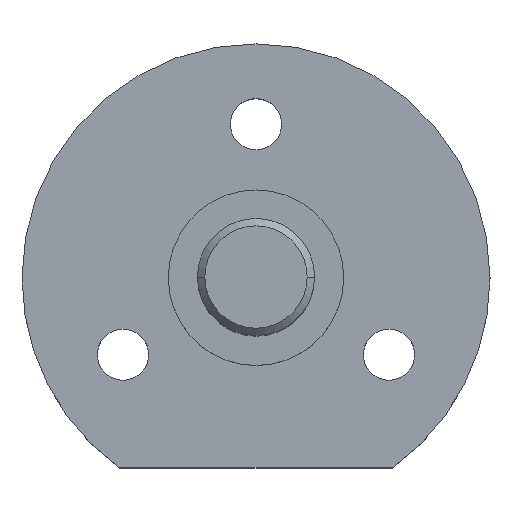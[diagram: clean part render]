
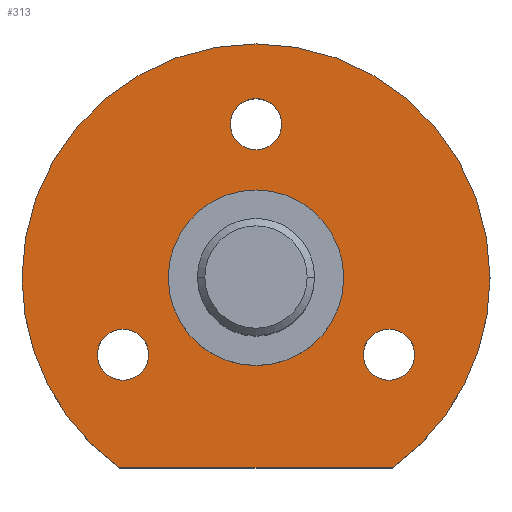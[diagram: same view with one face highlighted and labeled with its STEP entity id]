
A CAD part, top view. The second image highlights one B-rep face of the part: STEP entity #313.
In plain terms, the highlighted planar face has unit normal (0, 0, 1).
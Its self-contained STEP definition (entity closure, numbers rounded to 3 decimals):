
#69=CARTESIAN_POINT('Cartesian Point',(9.327,-13.,12.)) ;
#72=CARTESIAN_POINT('Line Origine',(0.,-13.,12.)) ;
#76=CARTESIAN_POINT('Cartesian Point',(-9.327,-13.,12.)) ;
#203=CARTESIAN_POINT('Cartesian Point',(16.,0.,12.)) ;
#206=CARTESIAN_POINT('Axis2P3D Location',(0.,0.,12.)) ;
#218=CARTESIAN_POINT('Axis2P3D Location',(0.,0.,12.)) ;
#223=CARTESIAN_POINT('Axis2P3D Location',(0.,0.,12.)) ;
#227=CARTESIAN_POINT('Cartesian Point',(-16.,0.,12.)) ;
#230=CARTESIAN_POINT('Axis2P3D Location',(0.,0.,12.)) ;
#241=CARTESIAN_POINT('Axis2P3D Location',(0.,0.,12.)) ;
#245=CARTESIAN_POINT('Cartesian Point',(6.,0.,12.)) ;
#247=CARTESIAN_POINT('Cartesian Point',(-6.,0.,12.)) ;
#250=CARTESIAN_POINT('Axis2P3D Location',(0.,0.,12.)) ;
#259=CARTESIAN_POINT('Axis2P3D Location',(9.093,-5.25,12.)) ;
#263=CARTESIAN_POINT('Cartesian Point',(10.843,-5.25,12.)) ;
#265=CARTESIAN_POINT('Cartesian Point',(7.343,-5.25,12.)) ;
#268=CARTESIAN_POINT('Axis2P3D Location',(9.093,-5.25,12.)) ;
#277=CARTESIAN_POINT('Axis2P3D Location',(0.,10.5,12.)) ;
#281=CARTESIAN_POINT('Cartesian Point',(1.75,10.5,12.)) ;
#283=CARTESIAN_POINT('Cartesian Point',(-1.75,10.5,12.)) ;
#286=CARTESIAN_POINT('Axis2P3D Location',(0.,10.5,12.)) ;
#295=CARTESIAN_POINT('Axis2P3D Location',(-9.093,-5.25,12.)) ;
#299=CARTESIAN_POINT('Cartesian Point',(-10.843,-5.25,12.)) ;
#301=CARTESIAN_POINT('Cartesian Point',(-7.343,-5.25,12.)) ;
#304=CARTESIAN_POINT('Axis2P3D Location',(-9.093,-5.25,12.)) ;
#73=DIRECTION('Vector Direction',(1.,0.,0.)) ;
#207=DIRECTION('Axis2P3D Direction',(0.,0.,1.)) ;
#219=DIRECTION('Axis2P3D Direction',(0.,0.,1.)) ;
#220=DIRECTION('Axis2P3D XDirection',(1.,0.,0.)) ;
#224=DIRECTION('Axis2P3D Direction',(0.,0.,1.)) ;
#231=DIRECTION('Axis2P3D Direction',(0.,0.,1.)) ;
#242=DIRECTION('Axis2P3D Direction',(0.,0.,1.)) ;
#251=DIRECTION('Axis2P3D Direction',(0.,0.,1.)) ;
#260=DIRECTION('Axis2P3D Direction',(0.,0.,1.)) ;
#269=DIRECTION('Axis2P3D Direction',(0.,0.,1.)) ;
#278=DIRECTION('Axis2P3D Direction',(0.,0.,1.)) ;
#287=DIRECTION('Axis2P3D Direction',(0.,0.,1.)) ;
#296=DIRECTION('Axis2P3D Direction',(0.,0.,1.)) ;
#305=DIRECTION('Axis2P3D Direction',(0.,0.,1.)) ;
#208=AXIS2_PLACEMENT_3D('Circle Axis2P3D',#206,#207,$) ;
#221=AXIS2_PLACEMENT_3D('Plane Axis2P3D',#218,#219,#220) ;
#225=AXIS2_PLACEMENT_3D('Circle Axis2P3D',#223,#224,$) ;
#232=AXIS2_PLACEMENT_3D('Circle Axis2P3D',#230,#231,$) ;
#243=AXIS2_PLACEMENT_3D('Circle Axis2P3D',#241,#242,$) ;
#252=AXIS2_PLACEMENT_3D('Circle Axis2P3D',#250,#251,$) ;
#261=AXIS2_PLACEMENT_3D('Circle Axis2P3D',#259,#260,$) ;
#270=AXIS2_PLACEMENT_3D('Circle Axis2P3D',#268,#269,$) ;
#279=AXIS2_PLACEMENT_3D('Circle Axis2P3D',#277,#278,$) ;
#288=AXIS2_PLACEMENT_3D('Circle Axis2P3D',#286,#287,$) ;
#297=AXIS2_PLACEMENT_3D('Circle Axis2P3D',#295,#296,$) ;
#306=AXIS2_PLACEMENT_3D('Circle Axis2P3D',#304,#305,$) ;
#236=ORIENTED_EDGE('Oriented Edge',*,*,#210,.T.) ;
#237=ORIENTED_EDGE('Oriented Edge',*,*,#229,.T.) ;
#238=ORIENTED_EDGE('Oriented Edge',*,*,#234,.T.) ;
#239=ORIENTED_EDGE('Oriented Edge',*,*,#78,.T.) ;
#256=ORIENTED_EDGE('Oriented Edge',*,*,#249,.F.) ;
#257=ORIENTED_EDGE('Oriented Edge',*,*,#254,.F.) ;
#274=ORIENTED_EDGE('Oriented Edge',*,*,#267,.F.) ;
#275=ORIENTED_EDGE('Oriented Edge',*,*,#272,.F.) ;
#292=ORIENTED_EDGE('Oriented Edge',*,*,#285,.F.) ;
#293=ORIENTED_EDGE('Oriented Edge',*,*,#290,.F.) ;
#310=ORIENTED_EDGE('Oriented Edge',*,*,#303,.F.) ;
#311=ORIENTED_EDGE('Oriented Edge',*,*,#308,.F.) ;
#258=FACE_BOUND('Face Bound',#255,.T.) ;
#276=FACE_BOUND('Face Bound',#273,.T.) ;
#294=FACE_BOUND('Face Bound',#291,.T.) ;
#312=FACE_BOUND('Face Bound',#309,.T.) ;
#74=VECTOR('Line Direction',#73,1.) ;
#313=ADVANCED_FACE('',(#240,#258,#276,#294,#312),#222,.T.) ;
#209=CIRCLE('generated circle',#208,16.) ;
#226=CIRCLE('generated circle',#225,16.) ;
#233=CIRCLE('generated circle',#232,16.) ;
#244=CIRCLE('generated circle',#243,6.) ;
#253=CIRCLE('generated circle',#252,6.) ;
#262=CIRCLE('generated circle',#261,1.75) ;
#271=CIRCLE('generated circle',#270,1.75) ;
#280=CIRCLE('generated circle',#279,1.75) ;
#289=CIRCLE('generated circle',#288,1.75) ;
#298=CIRCLE('generated circle',#297,1.75) ;
#307=CIRCLE('generated circle',#306,1.75) ;
#78=EDGE_CURVE('',#77,#70,#75,.T.) ;
#210=EDGE_CURVE('',#70,#204,#209,.T.) ;
#229=EDGE_CURVE('',#204,#228,#226,.T.) ;
#234=EDGE_CURVE('',#228,#77,#233,.T.) ;
#249=EDGE_CURVE('',#246,#248,#244,.T.) ;
#254=EDGE_CURVE('',#248,#246,#253,.T.) ;
#267=EDGE_CURVE('',#264,#266,#262,.T.) ;
#272=EDGE_CURVE('',#266,#264,#271,.T.) ;
#285=EDGE_CURVE('',#282,#284,#280,.T.) ;
#290=EDGE_CURVE('',#284,#282,#289,.T.) ;
#303=EDGE_CURVE('',#300,#302,#298,.T.) ;
#308=EDGE_CURVE('',#302,#300,#307,.T.) ;
#235=EDGE_LOOP('Oriented Loop',(#236,#237,#238,#239)) ;
#255=EDGE_LOOP('Oriented Loop',(#256,#257)) ;
#273=EDGE_LOOP('Oriented Loop',(#274,#275)) ;
#291=EDGE_LOOP('Oriented Loop',(#292,#293)) ;
#309=EDGE_LOOP('Oriented Loop',(#310,#311)) ;
#240=FACE_OUTER_BOUND('Face Bound',#235,.T.) ;
#75=LINE('Line',#72,#74) ;
#222=PLANE('Plane',#221) ;
#70=VERTEX_POINT('Vertex Point',#69) ;
#77=VERTEX_POINT('Vertex Point',#76) ;
#204=VERTEX_POINT('Vertex Point',#203) ;
#228=VERTEX_POINT('Vertex Point',#227) ;
#246=VERTEX_POINT('Vertex Point',#245) ;
#248=VERTEX_POINT('Vertex Point',#247) ;
#264=VERTEX_POINT('Vertex Point',#263) ;
#266=VERTEX_POINT('Vertex Point',#265) ;
#282=VERTEX_POINT('Vertex Point',#281) ;
#284=VERTEX_POINT('Vertex Point',#283) ;
#300=VERTEX_POINT('Vertex Point',#299) ;
#302=VERTEX_POINT('Vertex Point',#301) ;
